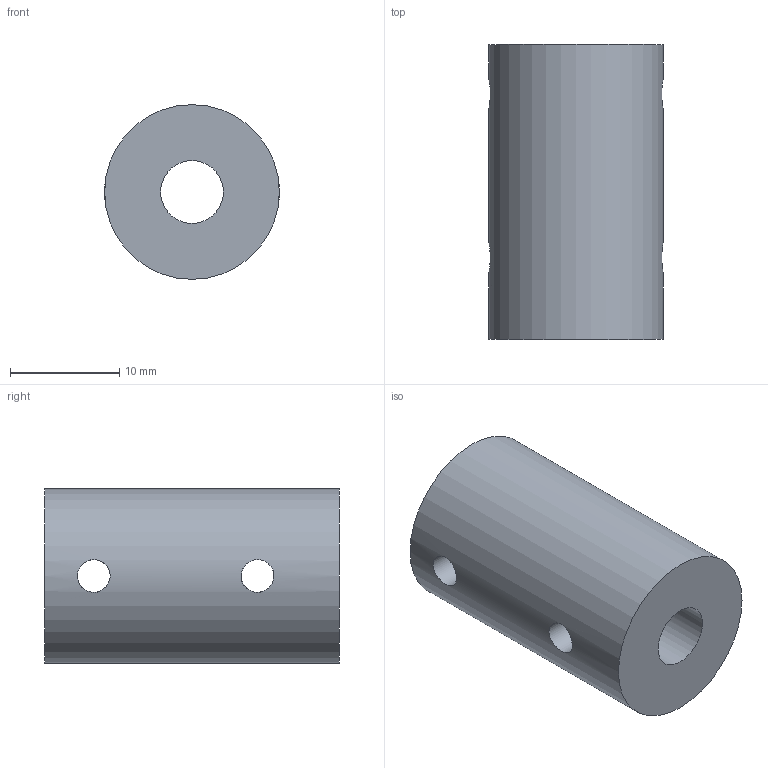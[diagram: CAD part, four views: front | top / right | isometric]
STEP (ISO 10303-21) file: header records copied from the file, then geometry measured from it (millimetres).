
FILE_DESCRIPTION(/* description */ (''),/* implementation_level */ '2;1');
FILE_NAME(/* name */ 'ZLeadScrewCoupling.stp',/* time_stamp */ '2014-06-26T21:34:39+02:00',/* author */ (''),/* organization */ (''),/* preprocessor_version */ 'ST-DEVELOPER v15.6',/* originating_system */ 'Autodesk Translator Framework v3.0.0.6910',/* authorisation */ '');
FILE_SCHEMA (('AUTOMOTIVE_DESIGN { 1 0 10303 214 3 1 1 }'));
Length unit declared in the file: centimetre
Products named in the file (1): z-coupling v8
Bounding box: 16 x 27 x 16 mm (x, y, z)
Volume: 4192.5 mm3; surface area: 2419.4 mm2
Topology: 1 solids, 1 shells, 10 faces, 35 edges, 24 vertices
Faces by surface type: cylinder 7, plane 3
Full cylindrical faces by diameter (mm): 3 x4, 5.75 x1, 8.75 x1, 16 x1
Entity records: 528 total; most frequent: CARTESIAN_POINT 303, DIRECTION 34, EDGE_LOOP 28, ORIENTED_EDGE 28, FACE_BOUND 18, AXIS2_PLACEMENT_3D 17, VERTEX_POINT 14, EDGE_CURVE 14
